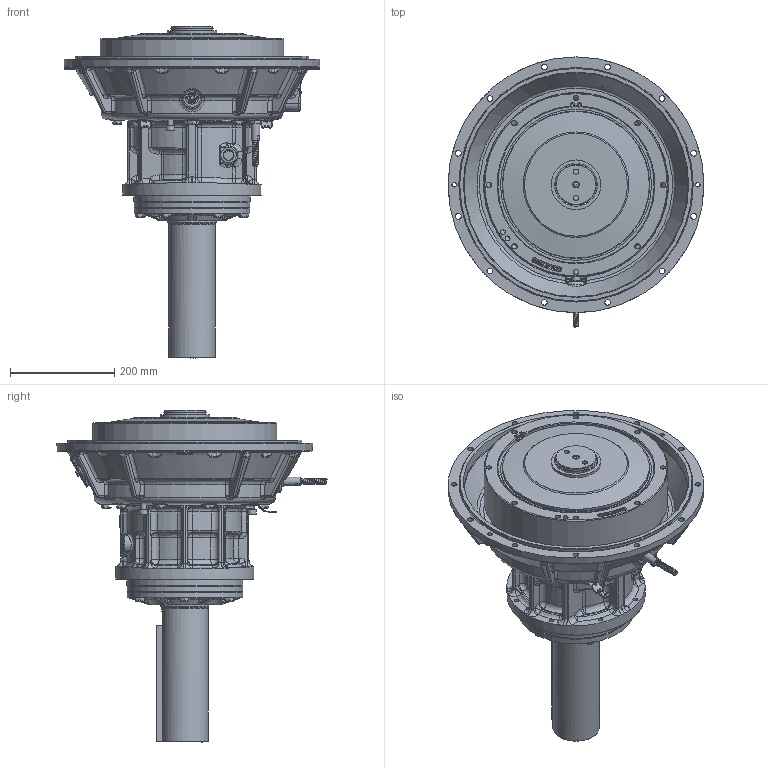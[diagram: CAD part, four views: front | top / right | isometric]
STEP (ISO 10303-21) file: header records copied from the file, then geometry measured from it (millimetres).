
FILE_DESCRIPTION (( 'STEP AP214' ), '1' );
FILE_NAME ('PX1032588A.step', '2021-03-01T16:16:51', ( 'TDI' ), ( 'Twin Disc Inc' ), 'SwSTEP 2.0', 'SolidWorks 2019', '' );
FILE_SCHEMA (( 'AUTOMOTIVE_DESIGN' ));
Length unit declared in the file: inch
Products named in the file (1): PX1032588A
Bounding box: 490.05 x 517.56 x 635.96 mm (x, y, z)
Surface area: 1278119.3 mm2 (no closed solid volume)
Topology: 0 solids, 69 shells, 2016 faces, 5977 edges, 3878 vertices
Faces by surface type: bspline 638, plane 554, cylinder 468, torus 157, cone 116, sphere 83
Full cylindrical faces by diameter (mm): 4.75 x2, 8 x12, 8.5 x14, 9.525 x2, 10 x3, 10.2 x3, 10.319 x8, 10.797 x1, 11 x12, 15.875 x3, 16 x3, 19.05 x2, 23 x5, 25.4 x1, 28 x2, 29.7 x1, 30.175 x3, 35 x1, 74.67 x1, 77.45 x2, 88.887 x1, 92.075 x1, 94.94 x1, 117.72 x1, 221.5 x2, 222.22 x1, 265 x1, 281 x1, 324 x1, 352.361 x1
Entity records: 131186 total; most frequent: CARTESIAN_POINT 59342, ORIENTED_EDGE 9740, DIRECTION 8138, EDGE_CURVE 5697, VERTEX_POINT 3794, AXIS2_PLACEMENT_3D 3196, EDGE_LOOP 2333, FACE_OUTER_BOUND 2099
